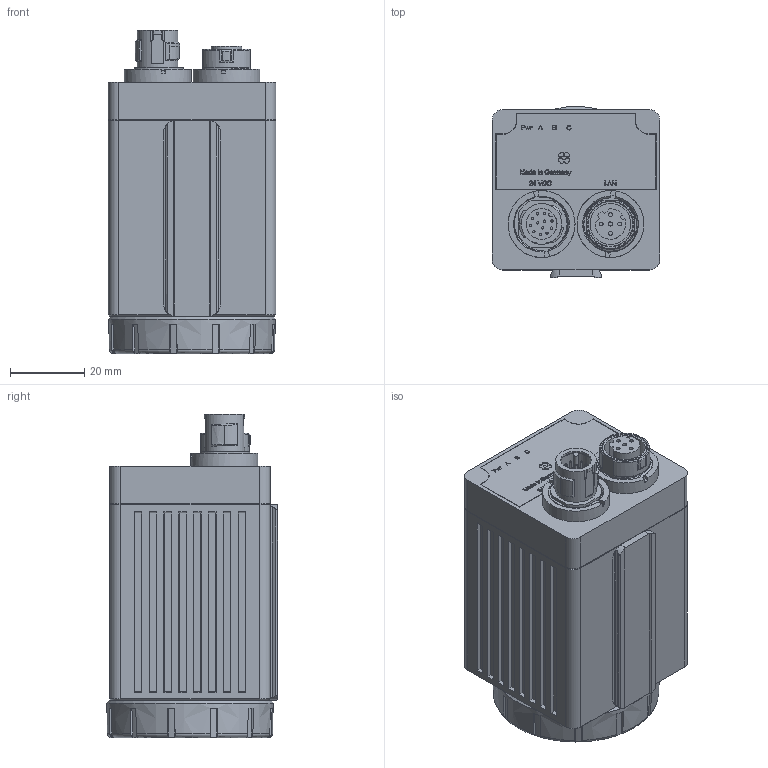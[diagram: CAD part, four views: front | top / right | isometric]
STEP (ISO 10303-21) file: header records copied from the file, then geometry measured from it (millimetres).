
FILE_DESCRIPTION(/* description */ (''),/* implementation_level */ '2;1');
FILE_NAME(/* name */ 'SBSX-_3D-CAD.stp',/* time_stamp */ '2021-10-07T13:36:27-04:00',/* author */ ('us0alz'),/* organization */ (''),/* preprocessor_version */ 'ST-DEVELOPER v17',/* originating_system */ 'Autodesk Inventor 2019',/* authorisation */ '');
FILE_SCHEMA (('AUTOMOTIVE_DESIGN { 1 0 10303 214 3 1 1 }'));
Length unit declared in the file: millimetre
Products named in the file (1): SBSX-_3D-CAD
Bounding box: 45 x 45.92 x 86.78 mm (x, y, z)
Volume: 132008.1 mm3; surface area: 25450.5 mm2
Topology: 3 solids, 3 shells, 546 faces, 1715 edges, 1272 vertices
Faces by surface type: plane 363, cylinder 111, cone 35, bspline 32, torus 5
Full cylindrical faces by diameter (mm): 0.6 x12, 1.05 x4, 1.1 x1, 8.3 x1, 9.45 x1, 9.6 x1, 10.9 x1, 10.95 x1, 18 x2, 21.3 x1, 24.536 x1, 40 x1, 42 x1
Entity records: 23438 total; most frequent: CARTESIAN_POINT 8173, ORIENTED_EDGE 3430, DIRECTION 2818, EDGE_CURVE 1715, VERTEX_POINT 1272, LINE 988, VECTOR 988, AXIS2_PLACEMENT_3D 915
